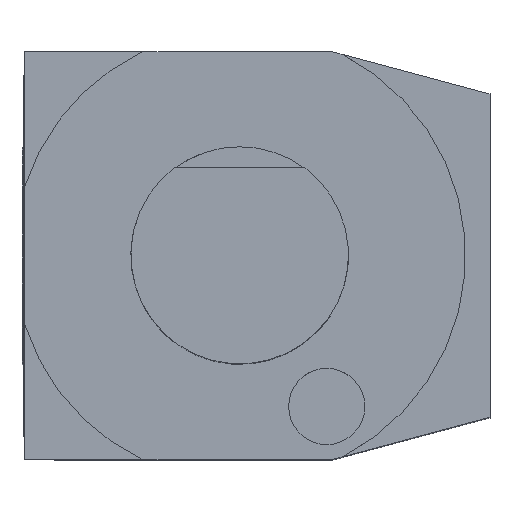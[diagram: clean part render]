
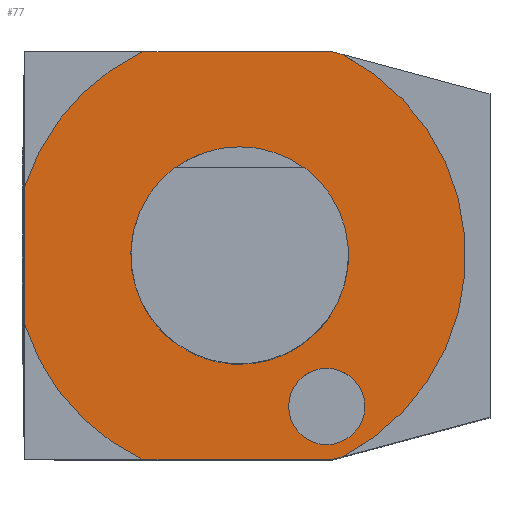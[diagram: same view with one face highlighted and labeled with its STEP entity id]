
A CAD part, top view. The second image highlights one B-rep face of the part: STEP entity #77.
In plain terms, the highlighted planar face has unit normal (0, 0, 1).
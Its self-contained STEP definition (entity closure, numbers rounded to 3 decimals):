
#77=ADVANCED_FACE('',(#138,#139,#140),#115,.F.);
#115=PLANE('',#684);
#138=FACE_BOUND('',#157,.T.);
#139=FACE_BOUND('',#158,.T.);
#140=FACE_BOUND('',#159,.T.);
#157=EDGE_LOOP('',(#313,#314,#315,#316,#317,#318,#319,#320));
#158=EDGE_LOOP('',(#321));
#159=EDGE_LOOP('',(#322));
#205=LINE('',#952,#259);
#206=LINE('',#954,#260);
#207=LINE('',#958,#261);
#208=LINE('',#962,#262);
#209=LINE('',#964,#263);
#259=VECTOR('',#757,1.);
#260=VECTOR('',#758,1.);
#261=VECTOR('',#761,1.);
#262=VECTOR('',#764,1.);
#263=VECTOR('',#765,1.);
#313=ORIENTED_EDGE('',*,*,#542,.F.);
#314=ORIENTED_EDGE('',*,*,#543,.F.);
#315=ORIENTED_EDGE('',*,*,#544,.F.);
#316=ORIENTED_EDGE('',*,*,#545,.F.);
#317=ORIENTED_EDGE('',*,*,#546,.F.);
#318=ORIENTED_EDGE('',*,*,#547,.F.);
#319=ORIENTED_EDGE('',*,*,#548,.T.);
#320=ORIENTED_EDGE('',*,*,#549,.F.);
#321=ORIENTED_EDGE('',*,*,#550,.F.);
#322=ORIENTED_EDGE('',*,*,#551,.F.);
#483=VERTEX_POINT('',#950);
#484=VERTEX_POINT('',#951);
#485=VERTEX_POINT('',#953);
#486=VERTEX_POINT('',#955);
#487=VERTEX_POINT('',#957);
#488=VERTEX_POINT('',#959);
#489=VERTEX_POINT('',#961);
#490=VERTEX_POINT('',#963);
#491=VERTEX_POINT('',#966);
#492=VERTEX_POINT('',#968);
#542=EDGE_CURVE('',#483,#484,#627,.T.);
#543=EDGE_CURVE('',#485,#483,#205,.T.);
#544=EDGE_CURVE('',#486,#485,#206,.T.);
#545=EDGE_CURVE('',#487,#486,#628,.T.);
#546=EDGE_CURVE('',#488,#487,#207,.T.);
#547=EDGE_CURVE('',#489,#488,#629,.T.);
#548=EDGE_CURVE('',#489,#490,#208,.T.);
#549=EDGE_CURVE('',#484,#490,#209,.T.);
#550=EDGE_CURVE('',#491,#491,#630,.T.);
#551=EDGE_CURVE('',#492,#492,#631,.T.);
#627=CIRCLE('',#679,41.5);
#628=CIRCLE('',#680,41.5);
#629=CIRCLE('',#681,41.5);
#630=CIRCLE('',#682,19.996);
#631=CIRCLE('',#683,7.007);
#679=AXIS2_PLACEMENT_3D('',#949,#755,#756);
#680=AXIS2_PLACEMENT_3D('',#956,#759,#760);
#681=AXIS2_PLACEMENT_3D('',#960,#762,#763);
#682=AXIS2_PLACEMENT_3D('',#965,#766,#767);
#683=AXIS2_PLACEMENT_3D('',#967,#768,#769);
#684=AXIS2_PLACEMENT_3D('',#969,#770,#771);
#755=DIRECTION('',(0.,0.,-1.));
#756=DIRECTION('',(0.,1.,0.));
#757=DIRECTION('',(0.966,-0.259,0.));
#758=DIRECTION('',(1.,0.,0.));
#759=DIRECTION('',(0.,0.,-1.));
#760=DIRECTION('',(0.,1.,0.));
#761=DIRECTION('',(0.,1.,0.));
#762=DIRECTION('',(0.,0.,-1.));
#763=DIRECTION('',(0.,1.,0.));
#764=DIRECTION('',(1.,0.,0.));
#765=DIRECTION('',(-0.966,-0.259,0.));
#766=DIRECTION('',(0.,0.,1.));
#767=DIRECTION('',(0.,1.,0.));
#768=DIRECTION('',(0.,0.,1.));
#769=DIRECTION('',(0.,1.,0.));
#770=DIRECTION('',(0.,0.,-1.));
#771=DIRECTION('',(0.,1.,0.));
#949=CARTESIAN_POINT('',(0.,0.,0.));
#950=CARTESIAN_POINT('',(18.811,36.992,0.));
#951=CARTESIAN_POINT('',(18.811,-36.992,0.));
#952=CARTESIAN_POINT('',(0.133,41.997,0.));
#953=CARTESIAN_POINT('',(16.914,37.5,0.));
#954=CARTESIAN_POINT('',(0.,37.5,0.));
#955=CARTESIAN_POINT('',(-17.776,37.5,0.));
#956=CARTESIAN_POINT('',(0.,0.,0.));
#957=CARTESIAN_POINT('',(-39.5,12.728,0.));
#958=CARTESIAN_POINT('',(-39.5,41.5,0.));
#959=CARTESIAN_POINT('',(-39.5,-12.728,0.));
#960=CARTESIAN_POINT('',(0.,0.,0.));
#961=CARTESIAN_POINT('',(-17.776,-37.5,0.));
#962=CARTESIAN_POINT('',(0.,-37.5,0.));
#963=CARTESIAN_POINT('',(16.914,-37.5,0.));
#964=CARTESIAN_POINT('',(20.883,-36.437,0.));
#965=CARTESIAN_POINT('',(0.,0.,0.));
#966=CARTESIAN_POINT('',(0.,19.996,0.));
#967=CARTESIAN_POINT('',(16.,-27.713,0.));
#968=CARTESIAN_POINT('',(16.,-20.706,0.));
#969=CARTESIAN_POINT('',(0.,41.5,0.));
